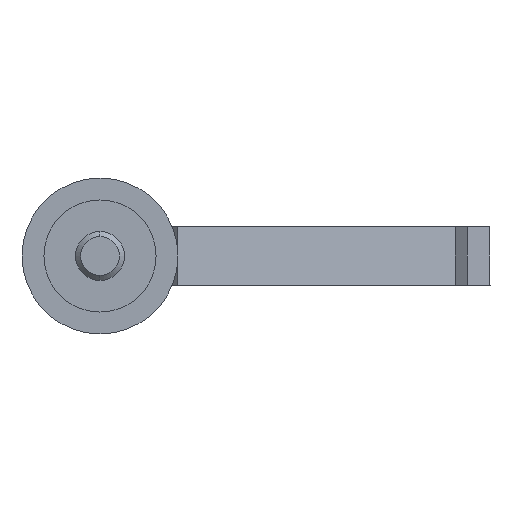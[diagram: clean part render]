
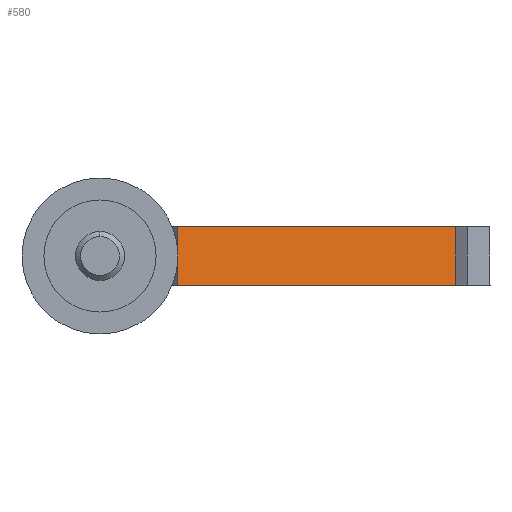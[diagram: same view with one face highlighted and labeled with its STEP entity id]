
A CAD part, front view. The second image highlights one B-rep face of the part: STEP entity #580.
In plain terms, the highlighted planar face has unit normal (0.539, -0.843, 0).
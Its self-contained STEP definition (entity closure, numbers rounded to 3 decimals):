
#174 = CARTESIAN_POINT ( 'NONE',  ( 22.183, 20.598, 3. ) ) ;
#192 = ORIENTED_EDGE ( 'NONE', *, *, #845, .F. ) ;
#193 = DIRECTION ( 'NONE',  ( 0.843, 0.539, 0. ) ) ;
#224 = PLANE ( 'NONE',  #243 ) ;
#243 = AXIS2_PLACEMENT_3D ( 'NONE', #1035, #1377, #193 ) ;
#416 = EDGE_CURVE ( 'NONE', #1519, #567, #764, .T. ) ;
#417 = CARTESIAN_POINT ( 'NONE',  ( 7.381, 11.136, -3. ) ) ;
#423 = ORIENTED_EDGE ( 'NONE', *, *, #1087, .T. ) ;
#471 = DIRECTION ( 'NONE',  ( 0., 0., 1. ) ) ;
#517 = LINE ( 'NONE', #417, #1081 ) ;
#567 = VERTEX_POINT ( 'NONE', #917 ) ;
#574 = ORIENTED_EDGE ( 'NONE', *, *, #1446, .T. ) ;
#580 = ADVANCED_FACE ( 'NONE', ( #1163 ), #224, .T. ) ;
#589 = VECTOR ( 'NONE', #641, 1000. ) ;
#641 = DIRECTION ( 'NONE',  ( -0.843, -0.539, 0. ) ) ;
#680 = VERTEX_POINT ( 'NONE', #1323 ) ;
#764 = LINE ( 'NONE', #174, #589 ) ;
#765 = VERTEX_POINT ( 'NONE', #1045 ) ;
#831 = CARTESIAN_POINT ( 'NONE',  ( 36.415, 29.697, 0. ) ) ;
#845 = EDGE_CURVE ( 'NONE', #765, #567, #1027, .T. ) ;
#865 = DIRECTION ( 'NONE',  ( 0.843, 0.539, 0. ) ) ;
#909 = ORIENTED_EDGE ( 'NONE', *, *, #416, .T. ) ;
#917 = CARTESIAN_POINT ( 'NONE',  ( 7.95, 11.5, 3. ) ) ;
#1027 = LINE ( 'NONE', #1521, #1276 ) ;
#1035 = CARTESIAN_POINT ( 'NONE',  ( 7.381, 11.136, -3.12 ) ) ;
#1040 = EDGE_LOOP ( 'NONE', ( #909, #192, #423, #574 ) ) ;
#1045 = CARTESIAN_POINT ( 'NONE',  ( 7.95, 11.5, -3. ) ) ;
#1064 = LINE ( 'NONE', #831, #1350 ) ;
#1081 = VECTOR ( 'NONE', #865, 1000. ) ;
#1087 = EDGE_CURVE ( 'NONE', #765, #680, #517, .T. ) ;
#1163 = FACE_OUTER_BOUND ( 'NONE', #1040, .T. ) ;
#1202 = CARTESIAN_POINT ( 'NONE',  ( 36.415, 29.697, 3. ) ) ;
#1276 = VECTOR ( 'NONE', #1292, 1000. ) ;
#1292 = DIRECTION ( 'NONE',  ( 0., 0., 1. ) ) ;
#1323 = CARTESIAN_POINT ( 'NONE',  ( 36.415, 29.697, -3. ) ) ;
#1350 = VECTOR ( 'NONE', #471, 1000. ) ;
#1377 = DIRECTION ( 'NONE',  ( 0.539, -0.843, 0. ) ) ;
#1446 = EDGE_CURVE ( 'NONE', #680, #1519, #1064, .T. ) ;
#1519 = VERTEX_POINT ( 'NONE', #1202 ) ;
#1521 = CARTESIAN_POINT ( 'NONE',  ( 7.95, 11.5, 0. ) ) ;
